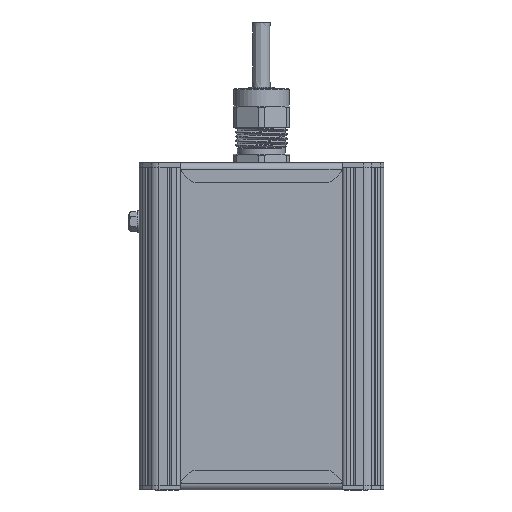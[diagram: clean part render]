
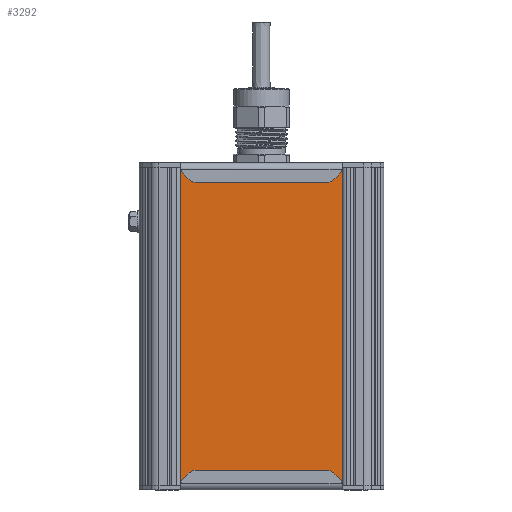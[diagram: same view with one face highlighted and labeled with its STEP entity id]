
A CAD part, front view. The second image highlights one B-rep face of the part: STEP entity #3292.
In plain terms, the highlighted face is planar.
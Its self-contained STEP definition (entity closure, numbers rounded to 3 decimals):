
#3292=ADVANCED_FACE('',(#12314),#12316,.T.);
#12314=FACE_BOUND('',#12315,.T.);
#12315=EDGE_LOOP('',(#39400,#39401,#39402,#39403));
#12316=PLANE('',#12317);
#12317=AXIS2_PLACEMENT_3D('',#12318,#12319,#12320);
#12318=CARTESIAN_POINT('',(120.465,593.492,117.308));
#12319=DIRECTION('',(0.,0.,-1.));
#12320=DIRECTION('',(0.,1.,0.));
#39400=ORIENTED_EDGE('',*,*,#44996,.T.);
#39401=ORIENTED_EDGE('',*,*,#44995,.F.);
#39402=ORIENTED_EDGE('',*,*,#44997,.T.);
#39403=ORIENTED_EDGE('',*,*,#44998,.T.);
#44995=EDGE_CURVE('',#48867,#48865,#48869,.T.);
#44996=EDGE_CURVE('',#48870,#48865,#48871,.T.);
#44997=EDGE_CURVE('',#48867,#48872,#48873,.T.);
#44998=EDGE_CURVE('',#48872,#48870,#48874,.T.);
#48865=VERTEX_POINT('',#60154);
#48867=VERTEX_POINT('',#60158);
#48869=LINE('',#60162,#60163);
#48870=VERTEX_POINT('',#60165);
#48871=LINE('',#60166,#60167);
#48872=VERTEX_POINT('',#60169);
#48873=LINE('',#60170,#60171);
#48874=LINE('',#60173,#60174);
#60154=CARTESIAN_POINT('',(266.465,593.492,117.308));
#60158=CARTESIAN_POINT('',(120.465,593.492,117.308));
#60162=CARTESIAN_POINT('',(120.465,593.492,117.308));
#60163=VECTOR('',#60164,1.);
#60164=DIRECTION('',(1.,0.,0.));
#60165=CARTESIAN_POINT('',(266.465,679.838,117.308));
#60166=CARTESIAN_POINT('',(266.465,679.838,117.308));
#60167=VECTOR('',#60168,1.);
#60168=DIRECTION('',(0.,-1.,0.));
#60169=CARTESIAN_POINT('',(120.465,679.838,117.308));
#60170=CARTESIAN_POINT('',(120.465,593.492,117.308));
#60171=VECTOR('',#60172,1.);
#60172=DIRECTION('',(0.,1.,0.));
#60173=CARTESIAN_POINT('',(120.465,679.838,117.308));
#60174=VECTOR('',#60175,1.);
#60175=DIRECTION('',(1.,0.,0.));
